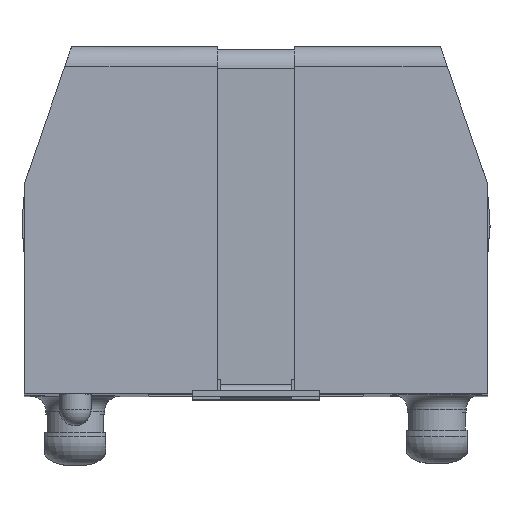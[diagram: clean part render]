
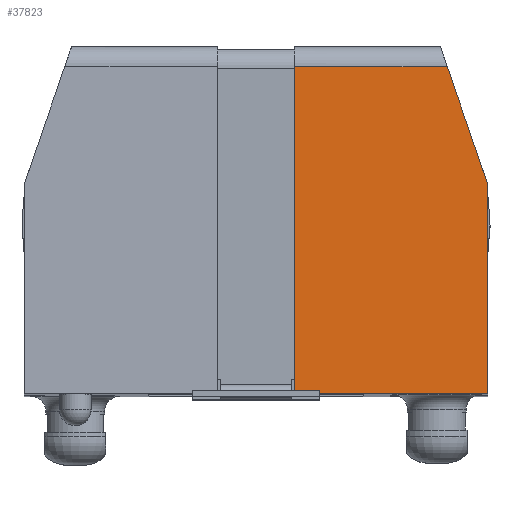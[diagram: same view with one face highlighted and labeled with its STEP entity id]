
A CAD part, top view. The second image highlights one B-rep face of the part: STEP entity #37823.
In plain terms, the highlighted planar face has unit normal (0, 0.018, 1).
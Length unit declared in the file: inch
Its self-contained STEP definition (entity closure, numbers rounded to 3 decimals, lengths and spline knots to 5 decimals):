
#3209 = AXIS2_PLACEMENT_3D ( 'NONE', #25509, #6006, #28760 ) ;
#5025 = CARTESIAN_POINT ( 'NONE',  ( 0.4039, -0.39958, 1.51108 ) ) ;
#6006 = DIRECTION ( 'NONE',  ( 0., 0.017, 1. ) ) ;
#6831 = LINE ( 'NONE', #17385, #39357 ) ;
#7345 = VERTEX_POINT ( 'NONE', #20067 ) ;
#8828 = DIRECTION ( 'NONE',  ( -1., 0., 0. ) ) ;
#10416 = ORIENTED_EDGE ( 'NONE', *, *, #19515, .T. ) ;
#10616 = VERTEX_POINT ( 'NONE', #5025 ) ;
#12903 = LINE ( 'NONE', #34361, #21558 ) ;
#14799 = CARTESIAN_POINT ( 'NONE',  ( 0.70346, 0.24112, 1.4999 ) ) ;
#15182 = EDGE_LOOP ( 'NONE', ( #17999, #10416, #30505, #16775, #39519 ) ) ;
#16426 = CARTESIAN_POINT ( 'NONE',  ( 0.4039, -0.39958, 1.51108 ) ) ;
#16775 = ORIENTED_EDGE ( 'NONE', *, *, #20757, .T. ) ;
#17170 = CARTESIAN_POINT ( 'NONE',  ( 0.7829, 0.01042, 1.50392 ) ) ;
#17385 = CARTESIAN_POINT ( 'NONE',  ( 0.81289, -0.0767, 1.50544 ) ) ;
#17999 = ORIENTED_EDGE ( 'NONE', *, *, #22867, .F. ) ;
#18172 = DIRECTION ( 'NONE',  ( 0., -1., 0.017 ) ) ;
#19515 = EDGE_CURVE ( 'NONE', #23597, #31403, #32383, .T. ) ;
#20067 = CARTESIAN_POINT ( 'NONE',  ( 0.7829, -0.39958, 1.51108 ) ) ;
#20639 = DIRECTION ( 'NONE',  ( 0.326, -0.945, 0.017 ) ) ;
#20757 = EDGE_CURVE ( 'NONE', #10616, #7345, #41580, .T. ) ;
#21558 = VECTOR ( 'NONE', #18172, 39.37008 ) ;
#21771 = CARTESIAN_POINT ( 'NONE',  ( 0.4039, 0.24112, 1.4999 ) ) ;
#22867 = EDGE_CURVE ( 'NONE', #23597, #36914, #6831, .T. ) ;
#23090 = DIRECTION ( 'NONE',  ( 0., 1., -0.017 ) ) ;
#23597 = VERTEX_POINT ( 'NONE', #14799 ) ;
#23759 = VECTOR ( 'NONE', #8828, 39.37008 ) ;
#24693 = FACE_OUTER_BOUND ( 'NONE', #15182, .T. ) ;
#25509 = CARTESIAN_POINT ( 'NONE',  ( -0.1251, -0.39958, 1.51108 ) ) ;
#26871 = EDGE_CURVE ( 'NONE', #10616, #31403, #28533, .T. ) ;
#28533 = LINE ( 'NONE', #16426, #36188 ) ;
#28760 = DIRECTION ( 'NONE',  ( 0., -1., 0.017 ) ) ;
#30505 = ORIENTED_EDGE ( 'NONE', *, *, #26871, .F. ) ;
#31182 = CARTESIAN_POINT ( 'NONE',  ( -0.1251, -0.39958, 1.51108 ) ) ;
#31403 = VERTEX_POINT ( 'NONE', #32697 ) ;
#31867 = PLANE ( 'NONE',  #3209 ) ;
#32383 = LINE ( 'NONE', #21771, #23759 ) ;
#32697 = CARTESIAN_POINT ( 'NONE',  ( 0.4039, 0.24112, 1.4999 ) ) ;
#32905 = VECTOR ( 'NONE', #37747, 39.37008 ) ;
#34361 = CARTESIAN_POINT ( 'NONE',  ( 0.7829, -0.39958, 1.51108 ) ) ;
#36188 = VECTOR ( 'NONE', #23090, 39.37008 ) ;
#36607 = EDGE_CURVE ( 'NONE', #36914, #7345, #12903, .T. ) ;
#36914 = VERTEX_POINT ( 'NONE', #17170 ) ;
#37747 = DIRECTION ( 'NONE',  ( 1., 0., 0. ) ) ;
#37823 = ADVANCED_FACE ( 'NONE', ( #24693 ), #31867, .T. ) ;
#39357 = VECTOR ( 'NONE', #20639, 39.37008 ) ;
#39519 = ORIENTED_EDGE ( 'NONE', *, *, #36607, .F. ) ;
#41580 = LINE ( 'NONE', #31182, #32905 ) ;
